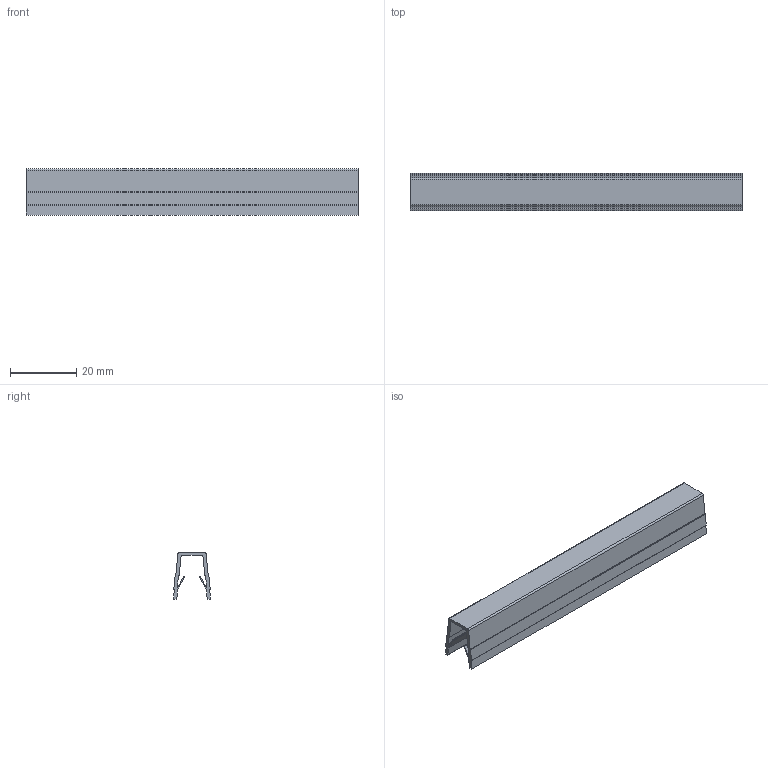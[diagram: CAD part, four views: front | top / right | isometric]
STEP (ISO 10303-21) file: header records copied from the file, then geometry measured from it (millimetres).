
FILE_DESCRIPTION(('STEP AP203'),'2;1');
FILE_NAME('21.030.00.stp','2011-02-14T09:06:47',(''),(''),'2009.3.110','THINKDESIGN','');
FILE_SCHEMA(('CONFIG_CONTROL_DESIGN'));
Length unit declared in the file: millimetre
Bounding box: 100 x 11.2 x 14 mm (x, y, z)
Volume: 3659 mm3; surface area: 8836.9 mm2
Topology: 1 solids, 1 shells, 49 faces, 141 edges, 94 vertices
Faces by surface type: plane 30, cylinder 19
Entity records: 1706 total; most frequent: CARTESIAN_POINT 284, ORIENTED_EDGE 282, DIRECTION 277, EDGE_CURVE 141, VECTOR 103, LINE 103, VERTEX_POINT 94, AXIS2_PLACEMENT_3D 87
